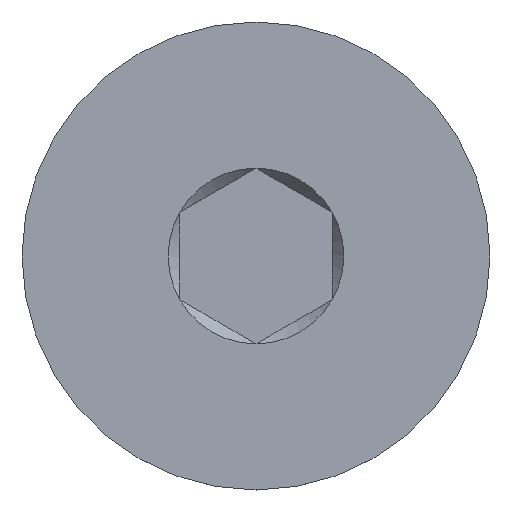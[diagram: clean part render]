
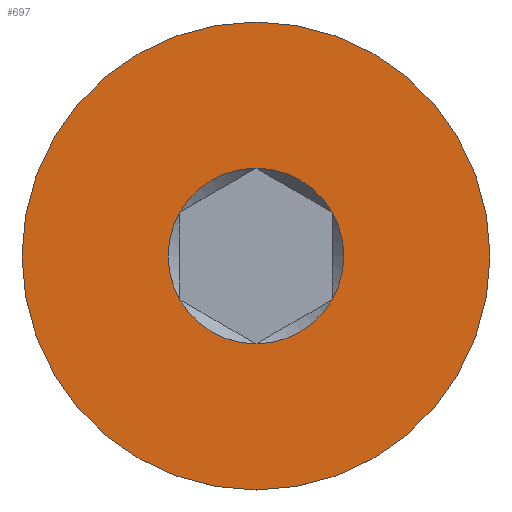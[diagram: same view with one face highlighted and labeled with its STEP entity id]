
A CAD part, top view. The second image highlights one B-rep face of the part: STEP entity #697.
In plain terms, the highlighted planar face has unit normal (0, 0, 1).
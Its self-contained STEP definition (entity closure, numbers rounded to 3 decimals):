
#17=FACE_BOUND('',#130,.T.);
#18=PLANE('',#772);
#87=FACE_OUTER_BOUND('',#129,.T.);
#129=EDGE_LOOP('',(#544,#545));
#130=EDGE_LOOP('',(#546,#547,#548,#549,#550,#551));
#154=CIRCLE('',#763,0.751);
#155=CIRCLE('',#765,2.);
#156=CIRCLE('',#766,2.);
#161=CIRCLE('',#773,0.751);
#162=CIRCLE('',#774,0.751);
#163=CIRCLE('',#775,0.751);
#164=CIRCLE('',#776,0.751);
#165=CIRCLE('',#777,0.751);
#309=VERTEX_POINT('',#2771);
#310=VERTEX_POINT('',#2772);
#311=VERTEX_POINT('',#2778);
#312=VERTEX_POINT('',#2779);
#318=VERTEX_POINT('',#2875);
#319=VERTEX_POINT('',#2877);
#320=VERTEX_POINT('',#2879);
#321=VERTEX_POINT('',#2881);
#399=EDGE_CURVE('',#309,#310,#154,.T.);
#400=EDGE_CURVE('',#311,#312,#155,.T.);
#401=EDGE_CURVE('',#312,#311,#156,.T.);
#410=EDGE_CURVE('',#310,#318,#161,.T.);
#411=EDGE_CURVE('',#318,#319,#162,.T.);
#412=EDGE_CURVE('',#319,#320,#163,.T.);
#413=EDGE_CURVE('',#320,#321,#164,.T.);
#414=EDGE_CURVE('',#321,#309,#165,.T.);
#544=ORIENTED_EDGE('',*,*,#400,.T.);
#545=ORIENTED_EDGE('',*,*,#401,.T.);
#546=ORIENTED_EDGE('',*,*,#410,.T.);
#547=ORIENTED_EDGE('',*,*,#411,.T.);
#548=ORIENTED_EDGE('',*,*,#412,.T.);
#549=ORIENTED_EDGE('',*,*,#413,.T.);
#550=ORIENTED_EDGE('',*,*,#414,.T.);
#551=ORIENTED_EDGE('',*,*,#399,.T.);
#697=ADVANCED_FACE('',(#87,#17),#18,.F.);
#763=AXIS2_PLACEMENT_3D('',#2776,#872,#873);
#765=AXIS2_PLACEMENT_3D('',#2780,#876,#877);
#766=AXIS2_PLACEMENT_3D('',#2781,#878,#879);
#772=AXIS2_PLACEMENT_3D('',#2874,#892,#893);
#773=AXIS2_PLACEMENT_3D('',#2876,#894,#895);
#774=AXIS2_PLACEMENT_3D('',#2878,#896,#897);
#775=AXIS2_PLACEMENT_3D('',#2880,#898,#899);
#776=AXIS2_PLACEMENT_3D('',#2882,#900,#901);
#777=AXIS2_PLACEMENT_3D('',#2883,#902,#903);
#872=DIRECTION('center_axis',(0.,0.,-1.));
#873=DIRECTION('ref_axis',(-1.,0.,0.));
#876=DIRECTION('center_axis',(0.,0.,1.));
#877=DIRECTION('ref_axis',(0.,-1.,0.));
#878=DIRECTION('center_axis',(0.,0.,1.));
#879=DIRECTION('ref_axis',(0.,-1.,0.));
#892=DIRECTION('center_axis',(0.,0.,-1.));
#893=DIRECTION('ref_axis',(0.,1.,0.));
#894=DIRECTION('center_axis',(0.,0.,-1.));
#895=DIRECTION('ref_axis',(-1.,0.,0.));
#896=DIRECTION('center_axis',(0.,0.,-1.));
#897=DIRECTION('ref_axis',(-1.,0.,0.));
#898=DIRECTION('center_axis',(0.,0.,-1.));
#899=DIRECTION('ref_axis',(-1.,0.,0.));
#900=DIRECTION('center_axis',(0.,0.,-1.));
#901=DIRECTION('ref_axis',(-1.,0.,0.));
#902=DIRECTION('center_axis',(0.,0.,-1.));
#903=DIRECTION('ref_axis',(-1.,0.,0.));
#2771=CARTESIAN_POINT('',(-0.65,-0.375,2.5));
#2772=CARTESIAN_POINT('',(-0.65,0.375,2.5));
#2776=CARTESIAN_POINT('Origin',(0.,0.,2.5));
#2778=CARTESIAN_POINT('',(0.,-2.,2.5));
#2779=CARTESIAN_POINT('',(0.,2.,2.5));
#2780=CARTESIAN_POINT('Origin',(0.,0.,2.5));
#2781=CARTESIAN_POINT('Origin',(0.,0.,2.5));
#2874=CARTESIAN_POINT('Origin',(0.,0.,
2.5));
#2875=CARTESIAN_POINT('',(0.,0.751,2.5));
#2876=CARTESIAN_POINT('Origin',(0.,0.,2.5));
#2877=CARTESIAN_POINT('',(0.65,0.375,2.5));
#2878=CARTESIAN_POINT('Origin',(0.,0.,2.5));
#2879=CARTESIAN_POINT('',(0.65,-0.375,2.5));
#2880=CARTESIAN_POINT('Origin',(0.,0.,2.5));
#2881=CARTESIAN_POINT('',(0.,-0.751,2.5));
#2882=CARTESIAN_POINT('Origin',(0.,0.,2.5));
#2883=CARTESIAN_POINT('Origin',(0.,0.,2.5));
